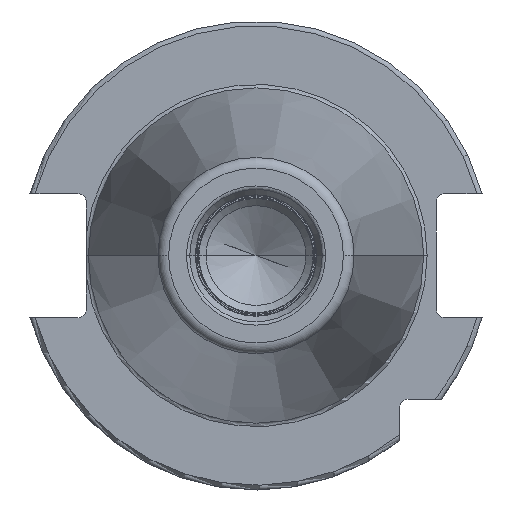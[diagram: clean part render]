
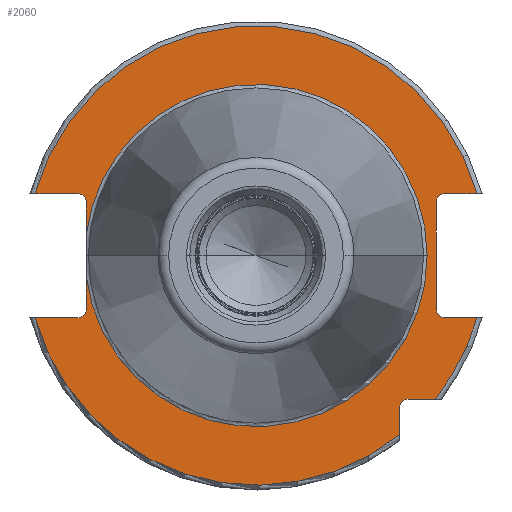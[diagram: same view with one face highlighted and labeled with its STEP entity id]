
A CAD part, left-side view. The second image highlights one B-rep face of the part: STEP entity #2060.
In plain terms, the highlighted planar face has unit normal (-1, 0, 0).
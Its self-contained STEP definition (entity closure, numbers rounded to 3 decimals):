
#105=CARTESIAN_POINT('',(3.2,35.3,-4.415));
#117=CARTESIAN_POINT('',(3.2,0.,0.));
#118=DIRECTION('',(-1.,0.,0.));
#119=DIRECTION('',(0.,0.992,-0.124));
#120=AXIS2_PLACEMENT_3D('',#117,#118,#119);
#135=CARTESIAN_POINT('',(3.2,37.05,11.15));
#136=DIRECTION('',(1.,0.,0.));
#137=DIRECTION('',(0.,0.,1.));
#138=AXIS2_PLACEMENT_3D('',#135,#136,#137);
#195=CARTESIAN_POINT('',(3.2,-39.25,-11.15));
#196=DIRECTION('',(1.,0.,0.));
#197=DIRECTION('',(0.,0.,-1.));
#198=AXIS2_PLACEMENT_3D('',#195,#196,#197);
#266=CARTESIAN_POINT('',(3.2,37.05,-11.15));
#267=DIRECTION('',(1.,0.,0.));
#268=DIRECTION('',(0.,-1.,0.));
#269=AXIS2_PLACEMENT_3D('',#266,#267,#268);
#271=DIRECTION('',(0.,1.,0.));
#272=VECTOR('',#271,6.711);
#273=CARTESIAN_POINT('',(3.2,-45.961,12.9));
#274=LINE('',#273,#272);
#275=DIRECTION('',(0.,0.,1.));
#276=VECTOR('',#275,22.3);
#277=CARTESIAN_POINT('',(3.2,-37.5,-11.15));
#278=LINE('',#277,#276);
#279=DIRECTION('',(0.,1.,0.));
#280=VECTOR('',#279,6.711);
#281=CARTESIAN_POINT('',(3.2,-45.961,-12.9));
#282=LINE('',#281,#280);
#283=CARTESIAN_POINT('',(3.2,0.,0.));
#284=DIRECTION('',(-1.,0.,0.));
#285=DIRECTION('',(0.,-0.78,-0.625));
#286=AXIS2_PLACEMENT_3D('',#283,#284,#285);
#288=DIRECTION('',(0.,-1.,0.));
#289=VECTOR('',#288,5.654);
#290=CARTESIAN_POINT('',(3.2,-31.6,-29.85));
#291=LINE('',#290,#289);
#292=DIRECTION('',(0.,0.,1.));
#293=VECTOR('',#292,5.654);
#294=CARTESIAN_POINT('',(3.2,-29.85,-37.254));
#295=LINE('',#294,#293);
#296=CARTESIAN_POINT('',(3.2,0.,0.));
#297=DIRECTION('',(-1.,0.,0.));
#298=DIRECTION('',(0.,0.963,-0.27));
#299=AXIS2_PLACEMENT_3D('',#296,#297,#298);
#301=DIRECTION('',(0.,-1.,0.));
#302=VECTOR('',#301,8.911);
#303=CARTESIAN_POINT('',(3.2,45.961,-12.9));
#304=LINE('',#303,#302);
#305=DIRECTION('',(0.,0.,-1.));
#306=VECTOR('',#305,6.735);
#307=CARTESIAN_POINT('',(3.2,35.3,-4.415));
#308=LINE('',#307,#306);
#309=DIRECTION('',(0.,0.,-1.));
#310=VECTOR('',#309,6.735);
#311=CARTESIAN_POINT('',(3.2,35.3,11.15));
#312=LINE('',#311,#310);
#313=DIRECTION('',(0.,-1.,0.));
#314=VECTOR('',#313,8.911);
#315=CARTESIAN_POINT('',(3.2,45.961,12.9));
#316=LINE('',#315,#314);
#317=CARTESIAN_POINT('',(3.2,0.,0.));
#318=DIRECTION('',(1.,0.,0.));
#319=DIRECTION('',(0.,0.963,0.27));
#320=AXIS2_PLACEMENT_3D('',#317,#318,#319);
#331=CARTESIAN_POINT('',(3.2,-39.25,11.15));
#332=DIRECTION('',(1.,0.,0.));
#333=DIRECTION('',(0.,1.,0.));
#334=AXIS2_PLACEMENT_3D('',#331,#332,#333);
#345=CARTESIAN_POINT('',(3.2,45.961,12.9));
#352=CARTESIAN_POINT('',(3.2,-45.961,12.9));
#746=CARTESIAN_POINT('',(3.2,-31.6,-31.6));
#747=DIRECTION('',(1.,0.,0.));
#748=DIRECTION('',(0.,1.,0.));
#749=AXIS2_PLACEMENT_3D('',#746,#747,#748);
#755=CARTESIAN_POINT('',(3.2,45.961,-12.9));
#790=CARTESIAN_POINT('',(3.2,-45.961,-12.9));
#797=CARTESIAN_POINT('',(3.2,-37.254,-29.85));
#936=CARTESIAN_POINT('',(3.2,35.3,4.415));
#947=CARTESIAN_POINT('',(3.2,0.,0.));
#948=DIRECTION('',(1.,0.,0.));
#949=DIRECTION('',(0.,0.992,0.124));
#950=AXIS2_PLACEMENT_3D('',#947,#948,#949);
#1398=CARTESIAN_POINT('',(3.2,-35.575,0.));
#1400=VERTEX_POINT('',#1398);
#1524=VERTEX_POINT('',#936);
#1526=VERTEX_POINT('',#105);
#1529=VERTEX_POINT('',#345);
#1530=VERTEX_POINT('',#352);
#1533=VERTEX_POINT('',#755);
#1534=VERTEX_POINT('',#790);
#1557=CARTESIAN_POINT('',(3.2,-29.85,-37.254));
#1558=VERTEX_POINT('',#1557);
#1560=CARTESIAN_POINT('',(3.2,-37.5,-11.15));
#1562=VERTEX_POINT('',#1560);
#1564=CARTESIAN_POINT('',(3.2,-39.25,-12.9));
#1566=VERTEX_POINT('',#1564);
#1568=CARTESIAN_POINT('',(3.2,-39.25,12.9));
#1570=VERTEX_POINT('',#1568);
#1572=CARTESIAN_POINT('',(3.2,-37.5,11.15));
#1574=VERTEX_POINT('',#1572);
#1576=CARTESIAN_POINT('',(3.2,35.3,11.15));
#1578=VERTEX_POINT('',#1576);
#1580=CARTESIAN_POINT('',(3.2,37.05,12.9));
#1582=VERTEX_POINT('',#1580);
#1584=CARTESIAN_POINT('',(3.2,37.05,-12.9));
#1586=VERTEX_POINT('',#1584);
#1588=CARTESIAN_POINT('',(3.2,35.3,-11.15));
#1590=VERTEX_POINT('',#1588);
#1595=CARTESIAN_POINT('',(3.2,-29.85,-31.6));
#1596=CARTESIAN_POINT('',(3.2,-31.6,-29.85));
#1597=VERTEX_POINT('',#1595);
#1598=VERTEX_POINT('',#1596);
#1657=VERTEX_POINT('',#797);
#2024=CARTESIAN_POINT('',(3.2,0.,0.));
#2025=DIRECTION('',(1.,0.,0.));
#2026=DIRECTION('',(0.,-1.,0.));
#2027=AXIS2_PLACEMENT_3D('',#2024,#2025,#2026);
#2028=PLANE('',#2027);
#2030=ORIENTED_EDGE('',*,*,#2029,.T.);
#2032=ORIENTED_EDGE('',*,*,#2031,.F.);
#2033=ORIENTED_EDGE('',*,*,#1892,.F.);
#2034=ORIENTED_EDGE('',*,*,#1909,.F.);
#2035=ORIENTED_EDGE('',*,*,#1943,.F.);
#2037=ORIENTED_EDGE('',*,*,#2036,.F.);
#2039=ORIENTED_EDGE('',*,*,#2038,.F.);
#2041=ORIENTED_EDGE('',*,*,#2040,.F.);
#2043=ORIENTED_EDGE('',*,*,#2042,.F.);
#2045=ORIENTED_EDGE('',*,*,#2044,.F.);
#2046=ORIENTED_EDGE('',*,*,#1984,.T.);
#2047=ORIENTED_EDGE('',*,*,#2019,.F.);
#2048=ORIENTED_EDGE('',*,*,#1817,.F.);
#2049=ORIENTED_EDGE('',*,*,#1800,.T.);
#2051=ORIENTED_EDGE('',*,*,#2050,.F.);
#2052=ORIENTED_EDGE('',*,*,#1812,.F.);
#2053=ORIENTED_EDGE('',*,*,#1836,.F.);
#2055=ORIENTED_EDGE('',*,*,#2054,.F.);
#2057=ORIENTED_EDGE('',*,*,#2056,.T.);
#2058=EDGE_LOOP('',(#2030,#2032,#2033,#2034,#2035,#2037,#2039,#2041,#2043,#2045,
#2046,#2047,#2048,#2049,#2051,#2052,#2053,#2055,#2057));
#2059=FACE_OUTER_BOUND('',#2058,.F.);
#2060=ADVANCED_FACE('',(#2059),#2028,.F.);
#121=CIRCLE('',#120,35.575);
#139=CIRCLE('',#138,1.75);
#199=CIRCLE('',#198,1.75);
#270=CIRCLE('',#269,1.75);
#287=CIRCLE('',#286,47.738);
#300=CIRCLE('',#299,47.738);
#321=CIRCLE('',#320,47.738);
#335=CIRCLE('',#334,1.75);
#750=CIRCLE('',#749,1.75);
#951=CIRCLE('',#950,35.575);
#1800=EDGE_CURVE('',#1526,#1400,#121,.T.);
#1812=EDGE_CURVE('',#1578,#1524,#312,.T.);
#1817=EDGE_CURVE('',#1526,#1590,#308,.T.);
#1836=EDGE_CURVE('',#1582,#1578,#139,.T.);
#1892=EDGE_CURVE('',#1562,#1574,#278,.T.);
#1909=EDGE_CURVE('',#1566,#1562,#199,.T.);
#1943=EDGE_CURVE('',#1534,#1566,#282,.T.);
#1984=EDGE_CURVE('',#1533,#1586,#304,.T.);
#2019=EDGE_CURVE('',#1590,#1586,#270,.T.);
#2029=EDGE_CURVE('',#1530,#1570,#274,.T.);
#2031=EDGE_CURVE('',#1574,#1570,#335,.T.);
#2036=EDGE_CURVE('',#1657,#1534,#287,.T.);
#2038=EDGE_CURVE('',#1598,#1657,#291,.T.);
#2040=EDGE_CURVE('',#1597,#1598,#750,.T.);
#2042=EDGE_CURVE('',#1558,#1597,#295,.T.);
#2044=EDGE_CURVE('',#1533,#1558,#300,.T.);
#2050=EDGE_CURVE('',#1524,#1400,#951,.T.);
#2054=EDGE_CURVE('',#1529,#1582,#316,.T.);
#2056=EDGE_CURVE('',#1529,#1530,#321,.T.);
